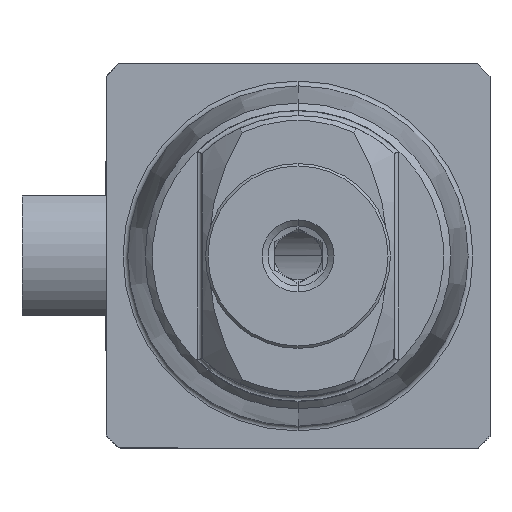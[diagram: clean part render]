
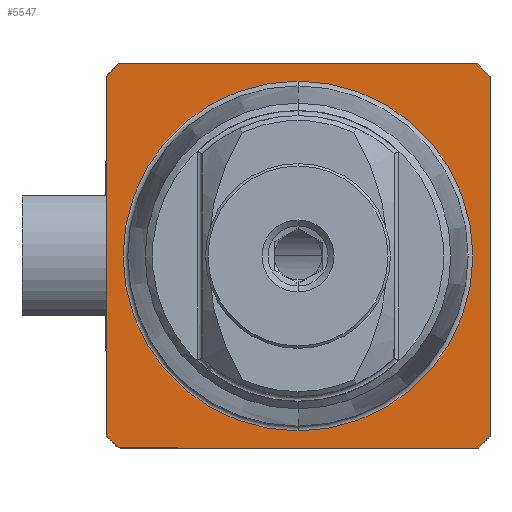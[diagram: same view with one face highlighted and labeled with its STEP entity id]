
A CAD part, left-side view. The second image highlights one B-rep face of the part: STEP entity #5547.
In plain terms, the highlighted planar face has unit normal (-1, 0, 0).
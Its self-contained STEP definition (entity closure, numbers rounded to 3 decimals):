
#18 = VERTEX_POINT ( 'NONE', #8272 ) ;
#79 = AXIS2_PLACEMENT_3D ( 'NONE', #5456, #809, #7918 ) ;
#104 = VERTEX_POINT ( 'NONE', #4162 ) ;
#123 = CARTESIAN_POINT ( 'NONE',  ( 0., 7.287, 8. ) ) ;
#163 = LINE ( 'NONE', #5513, #5425 ) ;
#181 = CARTESIAN_POINT ( 'NONE',  ( 0., 8., -7.5 ) ) ;
#380 = VECTOR ( 'NONE', #2327, 1000. ) ;
#481 = VERTEX_POINT ( 'NONE', #5535 ) ;
#527 = CARTESIAN_POINT ( 'NONE',  ( 0., -8., 0. ) ) ;
#633 = CIRCLE ( 'NONE', #79, 7.287 ) ;
#684 = DIRECTION ( 'NONE',  ( 0., 1., 0. ) ) ;
#809 = DIRECTION ( 'NONE',  ( -1., 0., 0. ) ) ;
#848 = FACE_OUTER_BOUND ( 'NONE', #3001, .T. ) ;
#1089 = CARTESIAN_POINT ( 'NONE',  ( 0., 0., 0. ) ) ;
#1180 = CARTESIAN_POINT ( 'NONE',  ( 0., -7.5, 8. ) ) ;
#1186 = ORIENTED_EDGE ( 'NONE', *, *, #6417, .T. ) ;
#1233 = CARTESIAN_POINT ( 'NONE',  ( 0., -7.5, 8. ) ) ;
#1363 = EDGE_CURVE ( 'NONE', #2685, #3611, #7555, .T. ) ;
#1396 = EDGE_CURVE ( 'NONE', #1647, #18, #5604, .T. ) ;
#1401 = PLANE ( 'NONE',  #2490 ) ;
#1647 = VERTEX_POINT ( 'NONE', #6142 ) ;
#1724 = CARTESIAN_POINT ( 'NONE',  ( 0., -8., 7.5 ) ) ;
#1849 = EDGE_CURVE ( 'NONE', #5426, #3487, #7877, .T. ) ;
#1961 = DIRECTION ( 'NONE',  ( 0., 0., -1. ) ) ;
#2089 = FACE_BOUND ( 'NONE', #5753, .T. ) ;
#2327 = DIRECTION ( 'NONE',  ( 0., 0., 1. ) ) ;
#2332 = ORIENTED_EDGE ( 'NONE', *, *, #7761, .T. ) ;
#2484 = EDGE_CURVE ( 'NONE', #3763, #18, #3697, .T. ) ;
#2490 = AXIS2_PLACEMENT_3D ( 'NONE', #4717, #3289, #1961 ) ;
#2685 = VERTEX_POINT ( 'NONE', #4562 ) ;
#3001 = EDGE_LOOP ( 'NONE', ( #4613, #5424, #1186, #6729, #4733, #2332, #7657, #7974 ) ) ;
#3008 = CARTESIAN_POINT ( 'NONE',  ( 0., 7.287, -8. ) ) ;
#3021 = DIRECTION ( 'NONE',  ( 0., -0.707, 0.707 ) ) ;
#3108 = VECTOR ( 'NONE', #3021, 1000. ) ;
#3144 = VERTEX_POINT ( 'NONE', #5156 ) ;
#3289 = DIRECTION ( 'NONE',  ( 1., 0., 0. ) ) ;
#3487 = VERTEX_POINT ( 'NONE', #1180 ) ;
#3611 = VERTEX_POINT ( 'NONE', #6696 ) ;
#3697 = LINE ( 'NONE', #5601, #380 ) ;
#3753 = LINE ( 'NONE', #527, #5324 ) ;
#3763 = VERTEX_POINT ( 'NONE', #181 ) ;
#3935 = AXIS2_PLACEMENT_3D ( 'NONE', #1089, #4491, #6471 ) ;
#4023 = VECTOR ( 'NONE', #4830, 1000. ) ;
#4162 = CARTESIAN_POINT ( 'NONE',  ( 0., 0., -7.287 ) ) ;
#4299 = DIRECTION ( 'NONE',  ( 0., -0.707, -0.707 ) ) ;
#4491 = DIRECTION ( 'NONE',  ( -1., 0., 0. ) ) ;
#4562 = CARTESIAN_POINT ( 'NONE',  ( 0., 7.5, -8. ) ) ;
#4613 = ORIENTED_EDGE ( 'NONE', *, *, #7101, .T. ) ;
#4654 = LINE ( 'NONE', #123, #8078 ) ;
#4717 = CARTESIAN_POINT ( 'NONE',  ( 0., 7.287, 0. ) ) ;
#4733 = ORIENTED_EDGE ( 'NONE', *, *, #2484, .F. ) ;
#4830 = DIRECTION ( 'NONE',  ( 0., -1., 0. ) ) ;
#4971 = CARTESIAN_POINT ( 'NONE',  ( 0., -8., -7.5 ) ) ;
#5156 = CARTESIAN_POINT ( 'NONE',  ( 0., -8., -7.5 ) ) ;
#5324 = VECTOR ( 'NONE', #5734, 1000. ) ;
#5424 = ORIENTED_EDGE ( 'NONE', *, *, #1849, .T. ) ;
#5425 = VECTOR ( 'NONE', #4299, 1000. ) ;
#5426 = VERTEX_POINT ( 'NONE', #1724 ) ;
#5456 = CARTESIAN_POINT ( 'NONE',  ( 0., 0., 0. ) ) ;
#5513 = CARTESIAN_POINT ( 'NONE',  ( 0., 8., -7.5 ) ) ;
#5535 = CARTESIAN_POINT ( 'NONE',  ( 0., 0., 7.287 ) ) ;
#5547 = ADVANCED_FACE ( 'NONE', ( #2089, #848 ), #1401, .F. ) ;
#5601 = CARTESIAN_POINT ( 'NONE',  ( 0., 8., 0. ) ) ;
#5604 = LINE ( 'NONE', #8249, #8165 ) ;
#5734 = DIRECTION ( 'NONE',  ( 0., 0., 1. ) ) ;
#5753 = EDGE_LOOP ( 'NONE', ( #6587, #7371 ) ) ;
#5789 = DIRECTION ( 'NONE',  ( 0., 0.707, 0.707 ) ) ;
#6142 = CARTESIAN_POINT ( 'NONE',  ( 0., 7.5, 8. ) ) ;
#6280 = CIRCLE ( 'NONE', #3935, 7.287 ) ;
#6291 = VECTOR ( 'NONE', #5789, 1000. ) ;
#6417 = EDGE_CURVE ( 'NONE', #3487, #1647, #4654, .T. ) ;
#6471 = DIRECTION ( 'NONE',  ( 0., 0., 1. ) ) ;
#6587 = ORIENTED_EDGE ( 'NONE', *, *, #6787, .F. ) ;
#6696 = CARTESIAN_POINT ( 'NONE',  ( 0., -7.5, -8. ) ) ;
#6729 = ORIENTED_EDGE ( 'NONE', *, *, #1396, .T. ) ;
#6787 = EDGE_CURVE ( 'NONE', #481, #104, #633, .T. ) ;
#6924 = EDGE_CURVE ( 'NONE', #3611, #3144, #8264, .T. ) ;
#7101 = EDGE_CURVE ( 'NONE', #3144, #5426, #3753, .T. ) ;
#7126 = EDGE_CURVE ( 'NONE', #104, #481, #6280, .T. ) ;
#7371 = ORIENTED_EDGE ( 'NONE', *, *, #7126, .F. ) ;
#7555 = LINE ( 'NONE', #3008, #4023 ) ;
#7593 = DIRECTION ( 'NONE',  ( 0., 0.707, -0.707 ) ) ;
#7657 = ORIENTED_EDGE ( 'NONE', *, *, #1363, .T. ) ;
#7761 = EDGE_CURVE ( 'NONE', #3763, #2685, #163, .T. ) ;
#7877 = LINE ( 'NONE', #1233, #6291 ) ;
#7918 = DIRECTION ( 'NONE',  ( 0., 0., 1. ) ) ;
#7974 = ORIENTED_EDGE ( 'NONE', *, *, #6924, .T. ) ;
#8078 = VECTOR ( 'NONE', #684, 1000. ) ;
#8165 = VECTOR ( 'NONE', #7593, 1000. ) ;
#8249 = CARTESIAN_POINT ( 'NONE',  ( 0., 8., 7.5 ) ) ;
#8264 = LINE ( 'NONE', #4971, #3108 ) ;
#8272 = CARTESIAN_POINT ( 'NONE',  ( 0., 8., 7.5 ) ) ;
